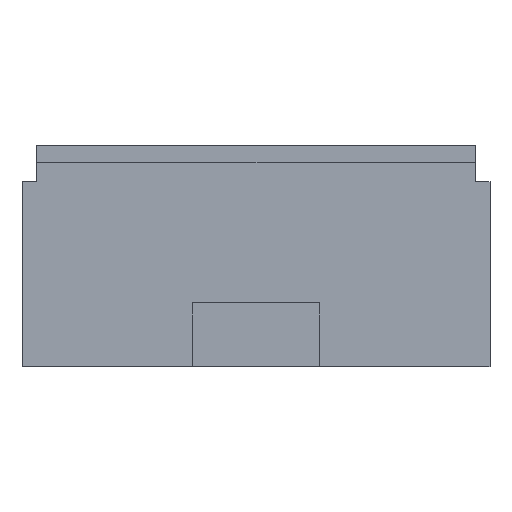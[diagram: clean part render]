
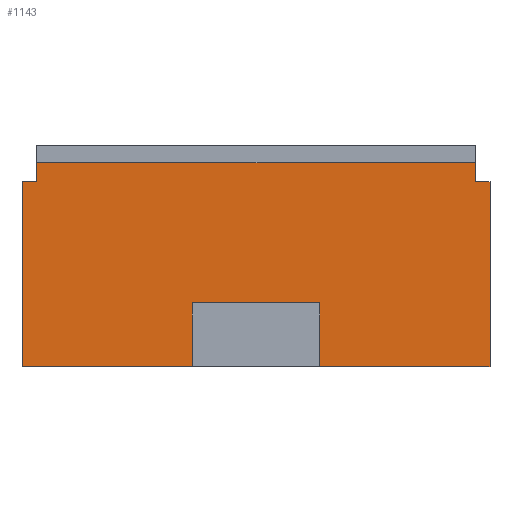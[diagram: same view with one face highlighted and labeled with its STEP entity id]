
A CAD part, top view. The second image highlights one B-rep face of the part: STEP entity #1143.
In plain terms, the highlighted planar face has unit normal (0, 0, 1).
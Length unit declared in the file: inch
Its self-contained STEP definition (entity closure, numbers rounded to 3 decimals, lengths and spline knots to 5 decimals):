
#1006=FACE_OUTER_BOUND('',#1441,.T.);
#1143=ADVANCED_FACE('',(#1006),#1280,.F.);
#1280=PLANE('',#3687);
#1441=EDGE_LOOP('',(#1757,#1758,#1759,#1760,#1761,#1762,#1763,#1764,#1765,
#1766,#1767,#1768));
#1757=ORIENTED_EDGE('',*,*,#2723,.F.);
#1758=ORIENTED_EDGE('',*,*,#2673,.T.);
#1759=ORIENTED_EDGE('',*,*,#2603,.F.);
#1760=ORIENTED_EDGE('',*,*,#2679,.F.);
#1761=ORIENTED_EDGE('',*,*,#2724,.F.);
#1762=ORIENTED_EDGE('',*,*,#2725,.F.);
#1763=ORIENTED_EDGE('',*,*,#2607,.F.);
#1764=ORIENTED_EDGE('',*,*,#2676,.F.);
#1765=ORIENTED_EDGE('',*,*,#2726,.F.);
#1766=ORIENTED_EDGE('',*,*,#2727,.F.);
#1767=ORIENTED_EDGE('',*,*,#2721,.T.);
#1768=ORIENTED_EDGE('',*,*,#2728,.F.);
#2355=VERTEX_POINT('',#4553);
#2356=VERTEX_POINT('',#4555);
#2359=VERTEX_POINT('',#4561);
#2360=VERTEX_POINT('',#4563);
#2421=VERTEX_POINT('',#4694);
#2422=VERTEX_POINT('',#4698);
#2424=VERTEX_POINT('',#4704);
#2450=VERTEX_POINT('',#4777);
#2451=VERTEX_POINT('',#4779);
#2452=VERTEX_POINT('',#4783);
#2453=VERTEX_POINT('',#4785);
#2454=VERTEX_POINT('',#4788);
#2603=EDGE_CURVE('',#2355,#2356,#2975,.T.);
#2607=EDGE_CURVE('',#2359,#2360,#2979,.T.);
#2673=EDGE_CURVE('',#2421,#2356,#3045,.T.);
#2676=EDGE_CURVE('',#2422,#2359,#3048,.T.);
#2679=EDGE_CURVE('',#2424,#2355,#3051,.T.);
#2721=EDGE_CURVE('',#2451,#2450,#3093,.T.);
#2723=EDGE_CURVE('',#2421,#2452,#3095,.T.);
#2724=EDGE_CURVE('',#2453,#2424,#3096,.T.);
#2725=EDGE_CURVE('',#2360,#2453,#3097,.T.);
#2726=EDGE_CURVE('',#2454,#2422,#3098,.T.);
#2727=EDGE_CURVE('',#2451,#2454,#3099,.T.);
#2728=EDGE_CURVE('',#2452,#2450,#3100,.T.);
#2975=LINE('',#4554,#3347);
#2979=LINE('',#4562,#3351);
#3045=LINE('',#4693,#3417);
#3048=LINE('',#4699,#3420);
#3051=LINE('',#4705,#3423);
#3093=LINE('',#4778,#3465);
#3095=LINE('',#4782,#3467);
#3096=LINE('',#4784,#3468);
#3097=LINE('',#4786,#3469);
#3098=LINE('',#4787,#3470);
#3099=LINE('',#4789,#3471);
#3100=LINE('',#4790,#3472);
#3347=VECTOR('',#3861,1.);
#3351=VECTOR('',#3865,1.);
#3417=VECTOR('',#3939,1.);
#3420=VECTOR('',#3944,1.);
#3423=VECTOR('',#3949,1.);
#3465=VECTOR('',#4001,1.);
#3467=VECTOR('',#4005,1.);
#3468=VECTOR('',#4006,1.);
#3469=VECTOR('',#4007,1.);
#3470=VECTOR('',#4008,1.);
#3471=VECTOR('',#4009,1.);
#3472=VECTOR('',#4010,1.);
#3687=AXIS2_PLACEMENT_3D('',#4791,#4011,#4012);
#3861=DIRECTION('',(-1.,0.,0.));
#3865=DIRECTION('',(-1.,0.,0.));
#3939=DIRECTION('',(0.,-1.,0.));
#3944=DIRECTION('',(0.,-1.,0.));
#3949=DIRECTION('',(0.,-1.,0.));
#4001=DIRECTION('',(-1.,0.,0.));
#4005=DIRECTION('',(1.,0.,0.));
#4006=DIRECTION('',(-1.,0.,0.));
#4007=DIRECTION('',(0.,1.,0.));
#4008=DIRECTION('',(1.,0.,0.));
#4009=DIRECTION('',(0.,-1.,0.));
#4010=DIRECTION('',(0.,1.,0.));
#4011=DIRECTION('',(0.,0.,-1.));
#4012=DIRECTION('',(0.,1.,0.));
#4553=CARTESIAN_POINT('',(0.4,0.,0.2));
#4554=CARTESIAN_POINT('',(0.4,0.,0.2));
#4555=CARTESIAN_POINT('',(0.,0.,0.2));
#4561=CARTESIAN_POINT('',(1.1,0.,0.2));
#4562=CARTESIAN_POINT('',(1.1,0.,0.2));
#4563=CARTESIAN_POINT('',(0.7,0.,0.2));
#4693=CARTESIAN_POINT('',(0.,0.48,0.2));
#4694=CARTESIAN_POINT('',(0.,0.435,0.2));
#4698=CARTESIAN_POINT('',(1.1,0.435,0.2));
#4699=CARTESIAN_POINT('',(1.1,5.,0.2));
#4704=CARTESIAN_POINT('',(0.4,0.15,0.2));
#4705=CARTESIAN_POINT('',(0.4,5.,0.2));
#4777=CARTESIAN_POINT('',(0.035,0.48,0.2));
#4778=CARTESIAN_POINT('',(10.,0.48,0.2));
#4779=CARTESIAN_POINT('',(1.065,0.48,0.2));
#4782=CARTESIAN_POINT('',(10.,0.435,0.2));
#4783=CARTESIAN_POINT('',(0.035,0.435,0.2));
#4784=CARTESIAN_POINT('',(10.,0.15,0.2));
#4785=CARTESIAN_POINT('',(0.7,0.15,0.2));
#4786=CARTESIAN_POINT('',(0.7,5.,0.2));
#4787=CARTESIAN_POINT('',(10.,0.435,0.2));
#4788=CARTESIAN_POINT('',(1.065,0.435,0.2));
#4789=CARTESIAN_POINT('',(1.065,0.48,0.2));
#4790=CARTESIAN_POINT('',(0.035,0.48,0.2));
#4791=CARTESIAN_POINT('',(10.,0.48,0.2));
